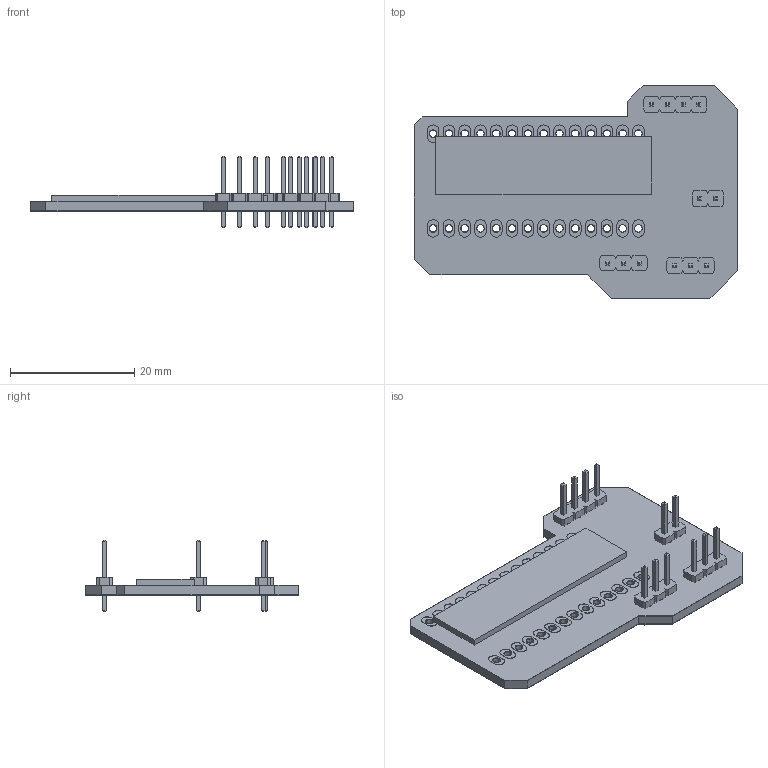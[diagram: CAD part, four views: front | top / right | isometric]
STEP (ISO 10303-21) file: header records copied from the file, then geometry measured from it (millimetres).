
FILE_DESCRIPTION(/* description */ (''),/* implementation_level */ '2;1');
FILE_NAME(/* name */ 'PCB.step',/* time_stamp */ '2023-03-06T14:01:35-05:00',/* author */ (''),/* organization */ (''),/* preprocessor_version */ 'ST-DEVELOPER v19.2',/* originating_system */ 'Autodesk Translation Framework v11.17.0.187',/* authorisation */ '');
FILE_SCHEMA (('AUTOMOTIVE_DESIGN { 1 0 10303 214 3 1 1 }'));
Length unit declared in the file: millimetre
Products named in the file (17): (Unsaved); Board; 1-copper; 16-copper; 1-soldermask; 16-soldermask; Packages; 61300211121; 6130xx11121_PIN; 61300211121 (1); 61300311121; 61300311121 (1); 6130xx11121_PIN (1); 61300411121; 6130xx11121_PIN (2); 61300411121 (1); METROMINI
Assembly tree (23 placements, depth 4):
  (Unsaved)
    Board
    1-copper
    16-copper
    1-soldermask
    16-soldermask
    Packages
      61300211121
        6130xx11121_PIN  x2
        61300211121 (1)
      61300311121  x2
        61300311121 (1)
        6130xx11121_PIN (1)
      61300411121
        6130xx11121_PIN (2)  x4
        61300411121 (1)
      METROMINI
Bounding box: 52.07 x 34.29 x 11.54 mm (x, y, z)
Volume: 2852.9 mm3; surface area: 12451.8 mm2
Topology: 208 solids, 208 shells, 2270 faces, 5466 edges, 3612 vertices
Faces by surface type: plane 1375, cylinder 895
Full cylindrical faces by diameter (mm): 1.03 x60, 1.1 x48, 1.175 x140, 1.245 x112
Entity records: 63610 total; most frequent: DIRECTION 11150, CARTESIAN_POINT 10601, ORIENTED_EDGE 10164, EDGE_CURVE 5082, AXIS2_PLACEMENT_3D 3929, VERTEX_POINT 3380, LINE 3292, VECTOR 3292
